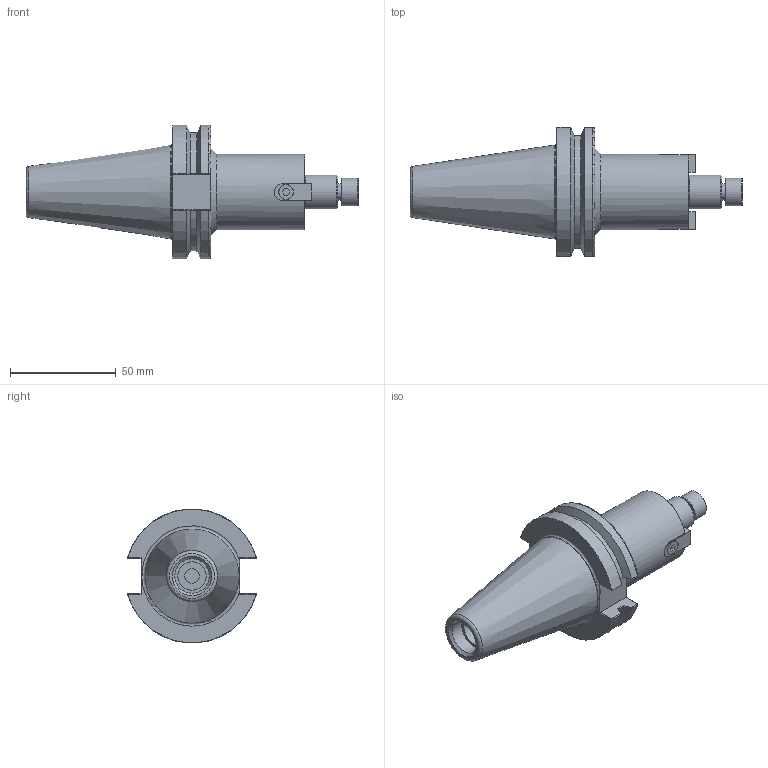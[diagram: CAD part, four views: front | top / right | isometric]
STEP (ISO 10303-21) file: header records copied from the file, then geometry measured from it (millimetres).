
FILE_DESCRIPTION(/* description */ (''),/* implementation_level */ '2;1');
FILE_NAME(/* name */ 'CAT40 FMA16-2.5D.step',/* time_stamp */ '2025-09-12T09:19:45-05:00',/* author */ (''),/* organization */ (''),/* preprocessor_version */ 'ST-DEVELOPER v20.1',/* originating_system */ 'Autodesk Translation Framework v14.10.0.0',/* authorisation */ '');
FILE_SCHEMA (('AUTOMOTIVE_DESIGN { 1 0 10303 214 3 1 1 }'));
Length unit declared in the file: inch
Products named in the file (3): CAT40 Dual Contact Template; CAT40 Dual Contact 2.69 v1; CAT40 EM20-63
Assembly tree (2 placements, depth 2):
  CAT40 Dual Contact Template
    CAT40 Dual Contact 2.69 v1
    CAT40 EM20-63
Bounding box: 157.1 x 61.14 x 63.26 mm (x, y, z)
Volume: 149079.3 mm3; surface area: 30116.7 mm2
Topology: 2 solids, 2 shells, 144 faces, 356 edges, 230 vertices
Faces by surface type: plane 79, cylinder 25, cone 17, bspline 16, torus 7
Full cylindrical faces by diameter (mm): 6.75 x1, 6.826 x2, 7.163 x2, 7.766 x1, 8.763 x1, 11.112 x1, 13 x1, 13.386 x1, 15.746 x1, 16 x1, 16.256 x1, 35.636 x1, 44.45 x1
Entity records: 5088 total; most frequent: CARTESIAN_POINT 1541, ORIENTED_EDGE 710, DIRECTION 655, EDGE_CURVE 355, VERTEX_POINT 230, LINE 219, VECTOR 219, AXIS2_PLACEMENT_3D 218
